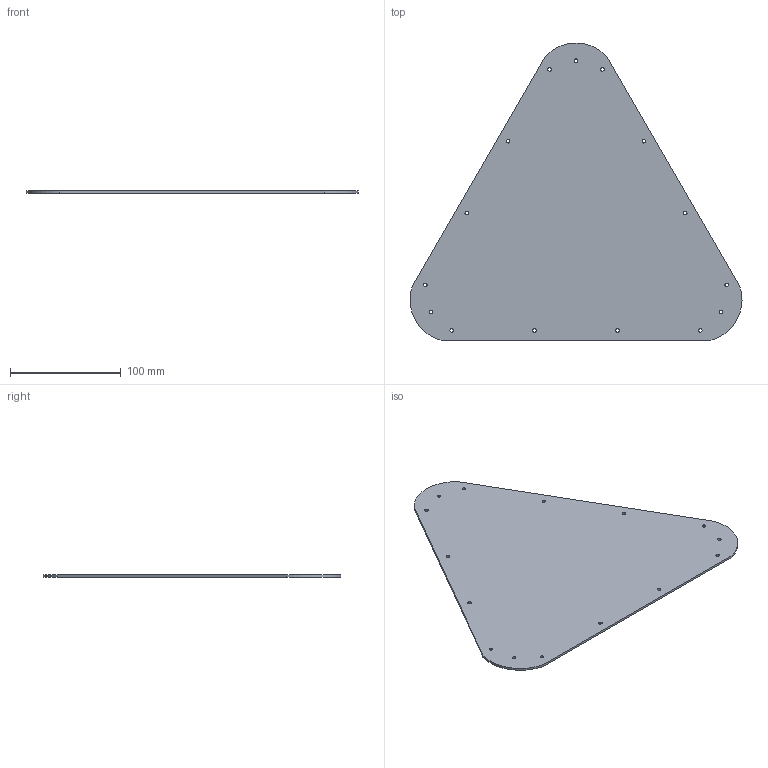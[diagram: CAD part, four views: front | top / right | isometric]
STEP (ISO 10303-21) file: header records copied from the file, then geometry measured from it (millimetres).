
FILE_DESCRIPTION(('FreeCAD Model'),'2;1');
FILE_NAME( 'Plate_Triangle_Bottom.step', '2014-06-02T19:27:26',('FreeCAD'),('FreeCAD'), 'Open CASCADE STEP processor 6.7','FreeCAD','Unknown');
FILE_SCHEMA(('AUTOMOTIVE_DESIGN_CC2 { 1 2 10303 214 -1 1 5 4 }'));
Length unit declared in the file: millimetre
Products named in the file (1): 1_TowerScrewHoles_Pocket
Bounding box: 300.4 x 269.54 x 2 mm (x, y, z)
Volume: 102472.6 mm3; surface area: 104597.6 mm2
Topology: 1 solids, 1 shells, 23 faces, 63 edges, 42 vertices
Faces by surface type: cylinder 18, plane 5
Full cylindrical faces by diameter (mm): 3.2 x15
Entity records: 1761 total; most frequent: CARTESIAN_POINT 471, DIRECTION 237, ORIENTED_EDGE 126, PCURVE 126, DEFINITIONAL_REPRESENTATION 126, LINE 117, VECTOR 117, EDGE_CURVE 63
